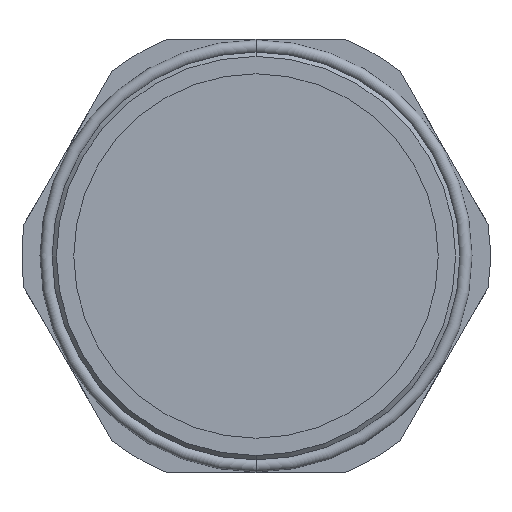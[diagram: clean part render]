
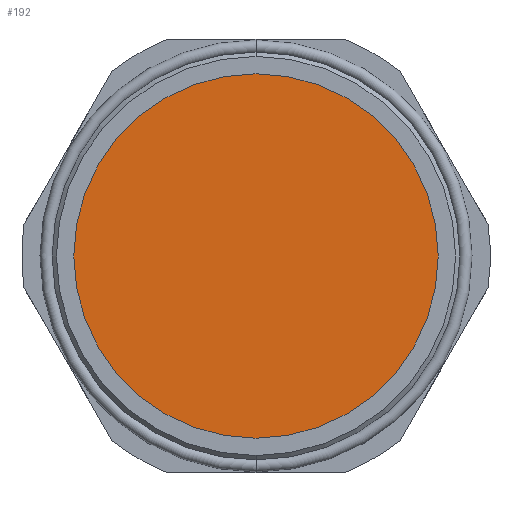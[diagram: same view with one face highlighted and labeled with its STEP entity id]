
A CAD part, front view. The second image highlights one B-rep face of the part: STEP entity #192.
In plain terms, the highlighted planar face has unit normal (0, -1, 0).
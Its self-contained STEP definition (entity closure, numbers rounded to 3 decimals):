
#91 = VERTEX_POINT ( 'NONE', #703 ) ;
#148 = EDGE_CURVE ( 'NONE', #91, #235, #629, .T. ) ;
#192 = ADVANCED_FACE ( 'NONE', ( #542 ), #549, .F. ) ;
#193 = ORIENTED_EDGE ( 'NONE', *, *, #148, .T. ) ;
#195 = ORIENTED_EDGE ( 'NONE', *, *, #242, .T. ) ;
#235 = VERTEX_POINT ( 'NONE', #747 ) ;
#242 = EDGE_CURVE ( 'NONE', #235, #91, #871, .T. ) ;
#281 = EDGE_LOOP ( 'NONE', ( #193, #195 ) ) ;
#533 = DIRECTION ( 'NONE',  ( 0., 0., 1. ) ) ;
#534 = DIRECTION ( 'NONE',  ( 0., 1., 0. ) ) ;
#537 = CARTESIAN_POINT ( 'NONE',  ( -21., -1.5, 0. ) ) ;
#542 = FACE_OUTER_BOUND ( 'NONE', #281, .T. ) ;
#549 = PLANE ( 'NONE',  #609 ) ;
#609 = AXIS2_PLACEMENT_3D ( 'NONE', #537, #534, #533 ) ;
#626 = DIRECTION ( 'NONE',  ( 0., 0., -1. ) ) ;
#627 = DIRECTION ( 'NONE',  ( 0., -1., 0. ) ) ;
#628 = CARTESIAN_POINT ( 'NONE',  ( 0., -1.5, 0. ) ) ;
#629 = CIRCLE ( 'NONE', #695, 21. ) ;
#695 = AXIS2_PLACEMENT_3D ( 'NONE', #628, #627, #626 ) ;
#703 = CARTESIAN_POINT ( 'NONE',  ( 0., -1.5, -21. ) ) ;
#747 = CARTESIAN_POINT ( 'NONE',  ( 0., -1.5, 21. ) ) ;
#866 = DIRECTION ( 'NONE',  ( 0., 0., -1. ) ) ;
#867 = DIRECTION ( 'NONE',  ( 0., -1., 0. ) ) ;
#868 = CARTESIAN_POINT ( 'NONE',  ( 0., -1.5, 0. ) ) ;
#871 = CIRCLE ( 'NONE', #875, 21. ) ;
#875 = AXIS2_PLACEMENT_3D ( 'NONE', #868, #867, #866 ) ;
